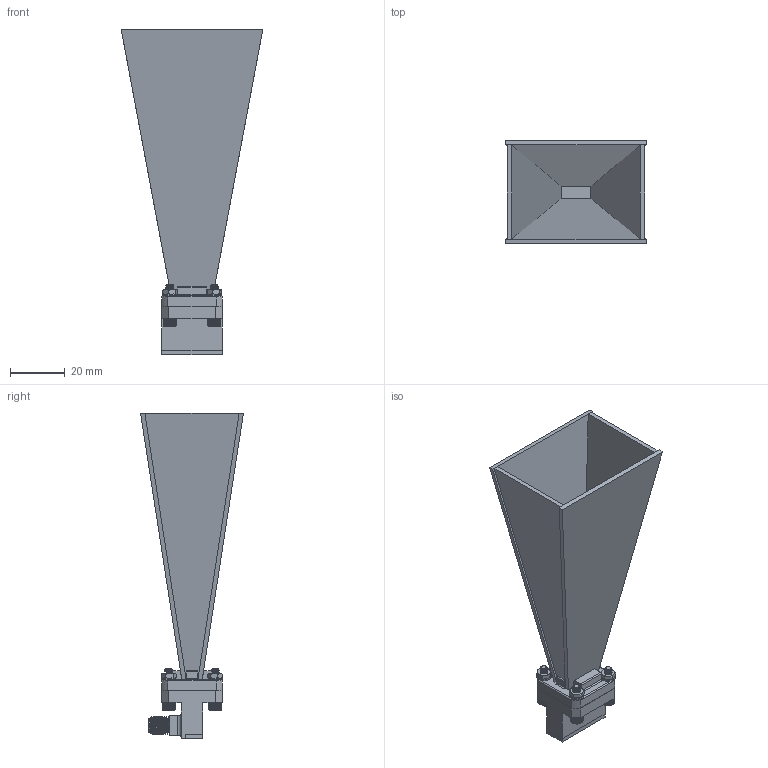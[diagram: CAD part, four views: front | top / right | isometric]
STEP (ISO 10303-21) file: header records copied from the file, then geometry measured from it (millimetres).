
FILE_DESCRIPTION (( 'STEP AP214' ), '1' );
FILE_NAME ('PE9852B-2F-20_3D.STEP', '2021-01-18T15:40:11', ( '' ), ( '' ), 'SwSTEP 2.0', 'SolidWorks 2018', '' );
FILE_SCHEMA (( 'AUTOMOTIVE_DESIGN' ));
Length unit declared in the file: millimetre
Products named in the file (6): 4-LW; 4-40SH-HXx.5_92196A110; PE9852B-20; 4-40HN-NARROW_90760A210; PE9852B-2F-20_3D; PE9812
Assembly tree (14 placements, depth 2):
  PE9852B-2F-20_3D
    PE9812
    PE9852B-20
    4-40SH-HXx.5_92196A110  x4
    4-40HN-NARROW_90760A210  x4
    4-LW  x4
Bounding box: 51.92 x 37.67 x 119.23 mm (x, y, z)
Volume: 22957.7 mm3; surface area: 27908.7 mm2
Topology: 17 solids, 17 shells, 1246 faces, 2958 edges, 1756 vertices
Faces by surface type: plane 693, cone 372, cylinder 149, bspline 28, torus 4
Full cylindrical faces by diameter (mm): 3.023 x1, 3.048 x3
Entity records: 22731 total; most frequent: CARTESIAN_POINT 10567, ORIENTED_EDGE 2704, DIRECTION 2159, EDGE_CURVE 1352, VERTEX_POINT 842, AXIS2_PLACEMENT_3D 799, EDGE_LOOP 588, VECTOR 561
